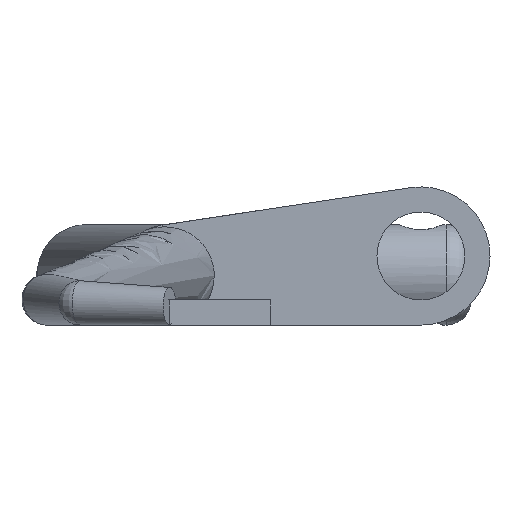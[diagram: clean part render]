
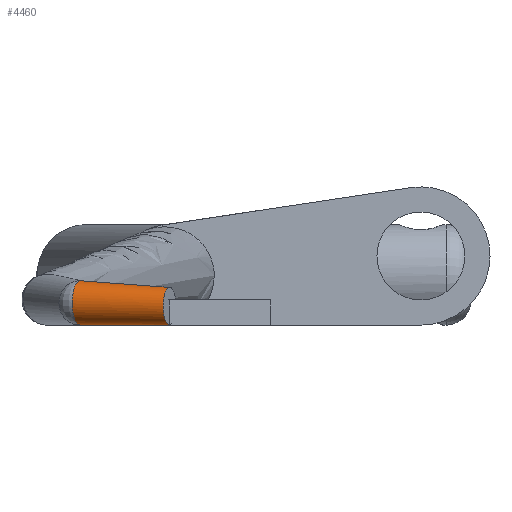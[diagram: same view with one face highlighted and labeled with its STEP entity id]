
A CAD part, front view. The second image highlights one B-rep face of the part: STEP entity #4460.
In plain terms, the highlighted free-form (B-spline) face has degree [13, 1] with [14, 2] control points.
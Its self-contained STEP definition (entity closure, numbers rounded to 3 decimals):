
#4347 = SURFACE_OF_REVOLUTION('',#4348,#4363);
#4348 = B_SPLINE_CURVE_WITH_KNOTS('',13,(#4349,#4350,#4351,#4352,#4353,
    #4354,#4355,#4356,#4357,#4358,#4359,#4360,#4361,#4362),
  .UNSPECIFIED.,.T.,.F.,(1,13,13,1),(-1.,0.,1.,2.),.UNSPECIFIED.);
#4349 = CARTESIAN_POINT('',(-2.742,-30.898,
    -1.117));
#4350 = CARTESIAN_POINT('',(-2.742,-30.898,
    -0.69));
#4351 = CARTESIAN_POINT('',(-2.952,-30.974,
    -0.263));
#4352 = CARTESIAN_POINT('',(-3.372,-31.127,
    0.036));
#4353 = CARTESIAN_POINT('',(-3.927,-31.329,
    0.08));
#4354 = CARTESIAN_POINT('',(-4.465,-31.525,
    -0.203));
#4355 = CARTESIAN_POINT('',(-4.803,-31.648,
    -0.773));
#4356 = CARTESIAN_POINT('',(-4.803,-31.648,
    -1.461));
#4357 = CARTESIAN_POINT('',(-4.465,-31.525,
    -2.03));
#4358 = CARTESIAN_POINT('',(-3.927,-31.329,
    -2.314));
#4359 = CARTESIAN_POINT('',(-3.372,-31.127,
    -2.27));
#4360 = CARTESIAN_POINT('',(-2.952,-30.974,
    -1.971));
#4361 = CARTESIAN_POINT('',(-2.742,-30.898,
    -1.544));
#4362 = CARTESIAN_POINT('',(-2.742,-30.898,
    -1.117));
#4363 = AXIS1_PLACEMENT('',#4364,#4365);
#4364 = CARTESIAN_POINT('',(-3.572,-31.2,0.));
#4365 = DIRECTION('',(0.,0.,1.));
#4379 = VERTEX_POINT('',#4380);
#4380 = CARTESIAN_POINT('',(-3.27,-30.37,
    -1.117));
#4400 = EDGE_CURVE('',#4379,#4379,#4401,.T.);
#4401 = SURFACE_CURVE('',#4402,(#4417,#4423),.PCURVE_S1.);
#4402 = B_SPLINE_CURVE_WITH_KNOTS('',13,(#4403,#4404,#4405,#4406,#4407,
    #4408,#4409,#4410,#4411,#4412,#4413,#4414,#4415,#4416),
  .UNSPECIFIED.,.T.,.F.,(1,13,13,1),(-1.,0.,1.,2.),.UNSPECIFIED.);
#4403 = CARTESIAN_POINT('',(-3.27,-30.37,
    -1.117));
#4404 = CARTESIAN_POINT('',(-3.27,-30.37,
    -0.69));
#4405 = CARTESIAN_POINT('',(-3.346,-30.58,
    -0.263));
#4406 = CARTESIAN_POINT('',(-3.499,-31.,
    0.036));
#4407 = CARTESIAN_POINT('',(-3.701,-31.555,
    0.08));
#4408 = CARTESIAN_POINT('',(-3.897,-32.093,
    -0.203));
#4409 = CARTESIAN_POINT('',(-4.02,-32.431,
    -0.773));
#4410 = CARTESIAN_POINT('',(-4.02,-32.431,
    -1.461));
#4411 = CARTESIAN_POINT('',(-3.897,-32.093,
    -2.03));
#4412 = CARTESIAN_POINT('',(-3.701,-31.555,
    -2.314));
#4413 = CARTESIAN_POINT('',(-3.499,-31.,
    -2.27));
#4414 = CARTESIAN_POINT('',(-3.346,-30.58,
    -1.971));
#4415 = CARTESIAN_POINT('',(-3.27,-30.37,
    -1.544));
#4416 = CARTESIAN_POINT('',(-3.27,-30.37,
    -1.117));
#4417 = PCURVE('',#4347,#4418);
#4418 = DEFINITIONAL_REPRESENTATION('',(#4419),#4422);
#4419 = B_SPLINE_CURVE_WITH_KNOTS('',1,(#4420,#4421),.UNSPECIFIED.,.F.,
  .F.,(2,2),(0.,1.),.PIECEWISE_BEZIER_KNOTS.);
#4420 = CARTESIAN_POINT('',(0.873,0.));
#4421 = CARTESIAN_POINT('',(0.873,1.));
#4422 = ( GEOMETRIC_REPRESENTATION_CONTEXT(2) 
PARAMETRIC_REPRESENTATION_CONTEXT() REPRESENTATION_CONTEXT('2D SPACE',''
  ) );
#4423 = PCURVE('',#4424,#4453);
#4424 = B_SPLINE_SURFACE_WITH_KNOTS('',13,1,(
    (#4425,#4426)
    ,(#4427,#4428)
    ,(#4429,#4430)
    ,(#4431,#4432)
    ,(#4433,#4434)
    ,(#4435,#4436)
    ,(#4437,#4438)
    ,(#4439,#4440)
    ,(#4441,#4442)
    ,(#4443,#4444)
    ,(#4445,#4446)
    ,(#4447,#4448)
    ,(#4449,#4450)
    ,(#4451,#4452
    )),.UNSPECIFIED.,.T.,.F.,.F.,(1,13,13,1),(2,2),(-1.,0.,1.,2.),(0.,
    3.801),.UNSPECIFIED.);
#4425 = CARTESIAN_POINT('',(-3.27,-30.37,
    -1.117));
#4426 = CARTESIAN_POINT('',(0.257,-31.795,-1.25));
#4427 = CARTESIAN_POINT('',(-3.27,-30.37,
    -0.69));
#4428 = CARTESIAN_POINT('',(0.257,-31.795,
    -0.888));
#4429 = CARTESIAN_POINT('',(-3.346,-30.58,
    -0.263));
#4430 = CARTESIAN_POINT('',(0.192,-31.974,
    -0.525));
#4431 = CARTESIAN_POINT('',(-3.499,-31.,
    0.036));
#4432 = CARTESIAN_POINT('',(0.062,-32.33,
    -0.271));
#4433 = CARTESIAN_POINT('',(-3.701,-31.555,
    0.08));
#4434 = CARTESIAN_POINT('',(-0.11,-32.801,
    -0.234));
#4435 = CARTESIAN_POINT('',(-3.897,-32.093,
    -0.203));
#4436 = CARTESIAN_POINT('',(-0.276,-33.259,
    -0.474));
#4437 = CARTESIAN_POINT('',(-4.02,-32.431,
    -0.773));
#4438 = CARTESIAN_POINT('',(-0.381,-33.546,
    -0.958));
#4439 = CARTESIAN_POINT('',(-4.02,-32.431,
    -1.461));
#4440 = CARTESIAN_POINT('',(-0.381,-33.546,
    -1.542));
#4441 = CARTESIAN_POINT('',(-3.897,-32.093,
    -2.03));
#4442 = CARTESIAN_POINT('',(-0.276,-33.259,
    -2.026));
#4443 = CARTESIAN_POINT('',(-3.701,-31.555,
    -2.314));
#4444 = CARTESIAN_POINT('',(-0.11,-32.801,
    -2.266));
#4445 = CARTESIAN_POINT('',(-3.499,-31.,
    -2.27));
#4446 = CARTESIAN_POINT('',(0.062,-32.33,
    -2.229));
#4447 = CARTESIAN_POINT('',(-3.346,-30.58,
    -1.971));
#4448 = CARTESIAN_POINT('',(0.192,-31.974,
    -1.975));
#4449 = CARTESIAN_POINT('',(-3.27,-30.37,
    -1.544));
#4450 = CARTESIAN_POINT('',(0.257,-31.795,
    -1.612));
#4451 = CARTESIAN_POINT('',(-3.27,-30.37,
    -1.117));
#4452 = CARTESIAN_POINT('',(0.257,-31.795,-1.25));
#4453 = DEFINITIONAL_REPRESENTATION('',(#4454),#4458);
#4454 = LINE('',#4455,#4456);
#4455 = CARTESIAN_POINT('',(0.,0.));
#4456 = VECTOR('',#4457,1.);
#4457 = DIRECTION('',(1.,0.));
#4458 = ( GEOMETRIC_REPRESENTATION_CONTEXT(2) 
PARAMETRIC_REPRESENTATION_CONTEXT() REPRESENTATION_CONTEXT('2D SPACE',''
  ) );
#4460 = ADVANCED_FACE('',(#4461),#4424,.T.);
#4461 = FACE_BOUND('',#4462,.T.);
#4462 = EDGE_LOOP('',(#4463,#4484,#4531,#4532));
#4463 = ORIENTED_EDGE('',*,*,#4464,.T.);
#4464 = EDGE_CURVE('',#4379,#4465,#4467,.T.);
#4465 = VERTEX_POINT('',#4466);
#4466 = CARTESIAN_POINT('',(0.257,-31.795,-1.25));
#4467 = SEAM_CURVE('',#4468,(#4471,#4477),.PCURVE_S1.);
#4468 = B_SPLINE_CURVE_WITH_KNOTS('',1,(#4469,#4470),.UNSPECIFIED.,.F.,
  .F.,(2,2),(0.,3.801),.PIECEWISE_BEZIER_KNOTS.);
#4469 = CARTESIAN_POINT('',(-3.27,-30.37,
    -1.117));
#4470 = CARTESIAN_POINT('',(0.257,-31.795,-1.25));
#4471 = PCURVE('',#4424,#4472);
#4472 = DEFINITIONAL_REPRESENTATION('',(#4473),#4476);
#4473 = B_SPLINE_CURVE_WITH_KNOTS('',1,(#4474,#4475),.UNSPECIFIED.,.F.,
  .F.,(2,2),(0.,3.801),.PIECEWISE_BEZIER_KNOTS.);
#4474 = CARTESIAN_POINT('',(1.,0.));
#4475 = CARTESIAN_POINT('',(1.,3.801));
#4476 = ( GEOMETRIC_REPRESENTATION_CONTEXT(2) 
PARAMETRIC_REPRESENTATION_CONTEXT() REPRESENTATION_CONTEXT('2D SPACE',''
  ) );
#4477 = PCURVE('',#4424,#4478);
#4478 = DEFINITIONAL_REPRESENTATION('',(#4479),#4483);
#4479 = LINE('',#4480,#4481);
#4480 = CARTESIAN_POINT('',(0.,0.));
#4481 = VECTOR('',#4482,1.);
#4482 = DIRECTION('',(0.,1.));
#4483 = ( GEOMETRIC_REPRESENTATION_CONTEXT(2) 
PARAMETRIC_REPRESENTATION_CONTEXT() REPRESENTATION_CONTEXT('2D SPACE',''
  ) );
#4484 = ORIENTED_EDGE('',*,*,#4485,.F.);
#4485 = EDGE_CURVE('',#4465,#4465,#4486,.T.);
#4486 = SURFACE_CURVE('',#4487,(#4502,#4508),.PCURVE_S1.);
#4487 = B_SPLINE_CURVE_WITH_KNOTS('',13,(#4488,#4489,#4490,#4491,#4492,
    #4493,#4494,#4495,#4496,#4497,#4498,#4499,#4500,#4501),
  .UNSPECIFIED.,.T.,.F.,(1,13,13,1),(-1.,0.,1.,2.),.UNSPECIFIED.);
#4488 = CARTESIAN_POINT('',(0.257,-31.795,-1.25));
#4489 = CARTESIAN_POINT('',(0.257,-31.795,
    -0.888));
#4490 = CARTESIAN_POINT('',(0.192,-31.974,
    -0.525));
#4491 = CARTESIAN_POINT('',(0.062,-32.33,
    -0.271));
#4492 = CARTESIAN_POINT('',(-0.11,-32.801,
    -0.234));
#4493 = CARTESIAN_POINT('',(-0.276,-33.259,
    -0.474));
#4494 = CARTESIAN_POINT('',(-0.381,-33.546,
    -0.958));
#4495 = CARTESIAN_POINT('',(-0.381,-33.546,
    -1.542));
#4496 = CARTESIAN_POINT('',(-0.276,-33.259,
    -2.026));
#4497 = CARTESIAN_POINT('',(-0.11,-32.801,
    -2.266));
#4498 = CARTESIAN_POINT('',(0.062,-32.33,
    -2.229));
#4499 = CARTESIAN_POINT('',(0.192,-31.974,
    -1.975));
#4500 = CARTESIAN_POINT('',(0.257,-31.795,
    -1.612));
#4501 = CARTESIAN_POINT('',(0.257,-31.795,-1.25));
#4502 = PCURVE('',#4424,#4503);
#4503 = DEFINITIONAL_REPRESENTATION('',(#4504),#4507);
#4504 = B_SPLINE_CURVE_WITH_KNOTS('',1,(#4505,#4506),.UNSPECIFIED.,.F.,
  .F.,(2,2),(0.,1.),.PIECEWISE_BEZIER_KNOTS.);
#4505 = CARTESIAN_POINT('',(0.,3.801));
#4506 = CARTESIAN_POINT('',(1.,3.801));
#4507 = ( GEOMETRIC_REPRESENTATION_CONTEXT(2) 
PARAMETRIC_REPRESENTATION_CONTEXT() REPRESENTATION_CONTEXT('2D SPACE',''
  ) );
#4508 = PCURVE('',#4509,#4514);
#4509 = PLANE('',#4510);
#4510 = AXIS2_PLACEMENT_3D('',#4511,#4512,#4513);
#4511 = CARTESIAN_POINT('',(-0.074,-32.704,
    -1.239));
#4512 = DIRECTION('',(-0.94,0.342,0.
    ));
#4513 = DIRECTION('',(-0.342,-0.94,
    0.));
#4514 = DEFINITIONAL_REPRESENTATION('',(#4515),#4530);
#4515 = B_SPLINE_CURVE_WITH_KNOTS('',13,(#4516,#4517,#4518,#4519,#4520,
    #4521,#4522,#4523,#4524,#4525,#4526,#4527,#4528,#4529),
  .UNSPECIFIED.,.F.,.F.,(1,13,13,1),(-1.,0.,1.,2.),.UNSPECIFIED.);
#4516 = CARTESIAN_POINT('',(-0.967,-0.011));
#4517 = CARTESIAN_POINT('',(-0.967,0.351));
#4518 = CARTESIAN_POINT('',(-0.777,0.714));
#4519 = CARTESIAN_POINT('',(-0.398,0.968));
#4520 = CARTESIAN_POINT('',(0.103,1.005));
#4521 = CARTESIAN_POINT('',(0.59,0.765));
#4522 = CARTESIAN_POINT('',(0.895,0.281));
#4523 = CARTESIAN_POINT('',(0.895,-0.303));
#4524 = CARTESIAN_POINT('',(0.59,-0.787));
#4525 = CARTESIAN_POINT('',(0.103,-1.027));
#4526 = CARTESIAN_POINT('',(-0.398,-0.99));
#4527 = CARTESIAN_POINT('',(-0.777,-0.736));
#4528 = CARTESIAN_POINT('',(-0.967,-0.374));
#4529 = CARTESIAN_POINT('',(-0.967,-0.011));
#4530 = ( GEOMETRIC_REPRESENTATION_CONTEXT(2) 
PARAMETRIC_REPRESENTATION_CONTEXT() REPRESENTATION_CONTEXT('2D SPACE',''
  ) );
#4531 = ORIENTED_EDGE('',*,*,#4464,.F.);
#4532 = ORIENTED_EDGE('',*,*,#4400,.T.);
